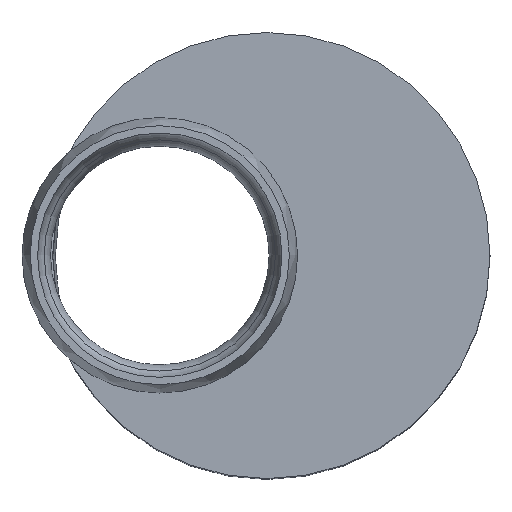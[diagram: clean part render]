
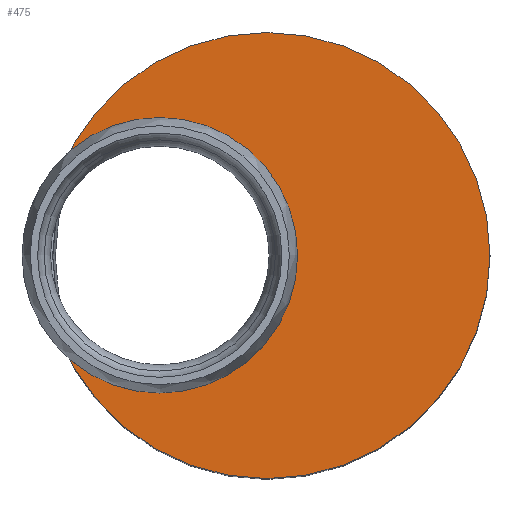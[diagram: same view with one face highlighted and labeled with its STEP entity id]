
A CAD part, top view. The second image highlights one B-rep face of the part: STEP entity #475.
In plain terms, the highlighted planar face has unit normal (0, 0, 1).
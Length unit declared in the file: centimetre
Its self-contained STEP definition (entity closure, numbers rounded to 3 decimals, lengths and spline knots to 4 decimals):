
#75=FACE_BOUND('',#133,.T.);
#99=FACE_OUTER_BOUND('',#132,.T.);
#132=EDGE_LOOP('',(#410));
#133=EDGE_LOOP('',(#411));
#182=CIRCLE('',#541,25.);
#185=CIRCLE('',#546,51.);
#228=VERTEX_POINT('',#950);
#231=VERTEX_POINT('',#959);
#288=EDGE_CURVE('',#228,#228,#182,.T.);
#292=EDGE_CURVE('',#231,#231,#185,.T.);
#410=ORIENTED_EDGE('',*,*,#292,.T.);
#411=ORIENTED_EDGE('',*,*,#288,.T.);
#451=PLANE('',#547);
#475=ADVANCED_FACE('',(#99,#75),#451,.T.);
#541=AXIS2_PLACEMENT_3D('',#951,#686,#687);
#546=AXIS2_PLACEMENT_3D('',#960,#697,#698);
#547=AXIS2_PLACEMENT_3D('',#962,#700,#701);
#686=DIRECTION('center_axis',(0.,0.,-1.));
#687=DIRECTION('ref_axis',(1.,0.,0.));
#697=DIRECTION('center_axis',(0.,0.,1.));
#698=DIRECTION('ref_axis',(1.,0.,0.));
#700=DIRECTION('center_axis',(0.,0.,1.));
#701=DIRECTION('ref_axis',(0.,-1.,0.));
#950=CARTESIAN_POINT('',(-49.5,0.,125.));
#951=CARTESIAN_POINT('Origin',(-24.5,0.,125.));
#959=CARTESIAN_POINT('',(-51.,0.,125.));
#960=CARTESIAN_POINT('Origin',(0.,0.,125.));
#962=CARTESIAN_POINT('Origin',(0.,0.,125.));
